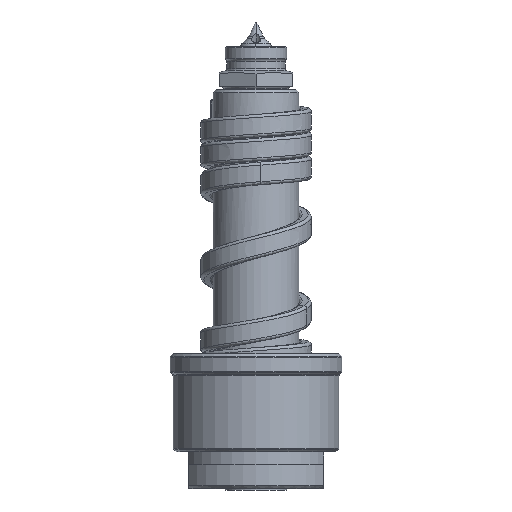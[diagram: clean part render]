
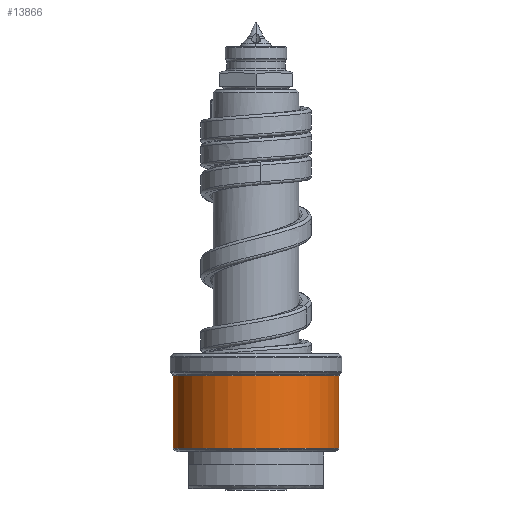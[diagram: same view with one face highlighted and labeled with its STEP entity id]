
A CAD part, front view. The second image highlights one B-rep face of the part: STEP entity #13866.
In plain terms, the highlighted cylindrical face has radius 13.5 mm (diameter 27 mm), a partial arc.
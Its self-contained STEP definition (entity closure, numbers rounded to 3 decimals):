
#4482=CARTESIAN_POINT('',(0.,0.,6.582));
#4483=DIRECTION('',(0.,0.,1.));
#4484=DIRECTION('',(-1.,0.,0.));
#4485=AXIS2_PLACEMENT_3D('',#4482,#4483,#4484);
#4487=DIRECTION('',(0.,0.,-1.));
#4488=VECTOR('',#4487,11.835);
#4489=CARTESIAN_POINT('',(-13.5,0.,18.417));
#4490=LINE('',#4489,#4488);
#4491=CARTESIAN_POINT('',(0.,0.,18.417));
#4492=DIRECTION('',(0.,0.,1.));
#4493=DIRECTION('',(-1.,0.,0.));
#4494=AXIS2_PLACEMENT_3D('',#4491,#4492,#4493);
#4496=DIRECTION('',(0.,0.,-1.));
#4497=VECTOR('',#4496,11.835);
#4498=CARTESIAN_POINT('',(13.5,0.,18.417));
#4499=LINE('',#4498,#4497);
#6283=CARTESIAN_POINT('',(13.5,0.,18.417));
#6284=CARTESIAN_POINT('',(-13.5,0.,18.417));
#6285=VERTEX_POINT('',#6283);
#6286=VERTEX_POINT('',#6284);
#6309=CARTESIAN_POINT('',(13.5,0.,6.582));
#6310=VERTEX_POINT('',#6309);
#6311=CARTESIAN_POINT('',(-13.5,0.,6.582));
#6312=VERTEX_POINT('',#6311);
#13854=CARTESIAN_POINT('',(0.,0.,5.2));
#13855=DIRECTION('',(0.,0.,1.));
#13856=DIRECTION('',(-1.,0.,0.));
#13857=AXIS2_PLACEMENT_3D('',#13854,#13855,#13856);
#13858=CYLINDRICAL_SURFACE('',#13857,13.5);
#13859=ORIENTED_EDGE('',*,*,#13811,.F.);
#13860=ORIENTED_EDGE('',*,*,#13845,.F.);
#13862=ORIENTED_EDGE('',*,*,#13861,.T.);
#13863=ORIENTED_EDGE('',*,*,#13841,.T.);
#13864=EDGE_LOOP('',(#13859,#13860,#13862,#13863));
#13865=FACE_OUTER_BOUND('',#13864,.F.);
#4486=CIRCLE('',#4485,13.5);
#4495=CIRCLE('',#4494,13.5);
#13811=EDGE_CURVE('',#6312,#6310,#4486,.T.);
#13841=EDGE_CURVE('',#6285,#6310,#4499,.T.);
#13845=EDGE_CURVE('',#6286,#6312,#4490,.T.);
#13861=EDGE_CURVE('',#6286,#6285,#4495,.T.);
#13866=ADVANCED_FACE('',(#13865),#13858,.T.);
